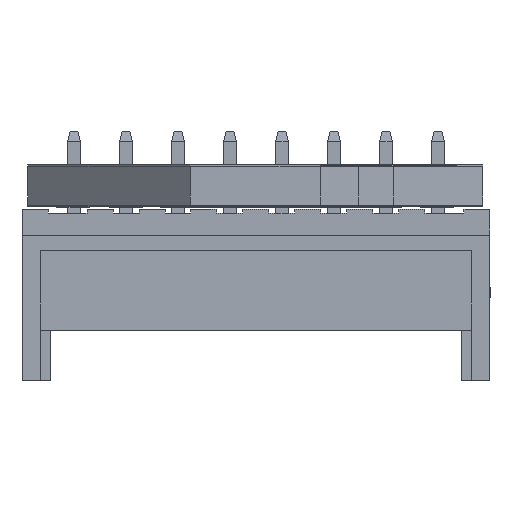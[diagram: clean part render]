
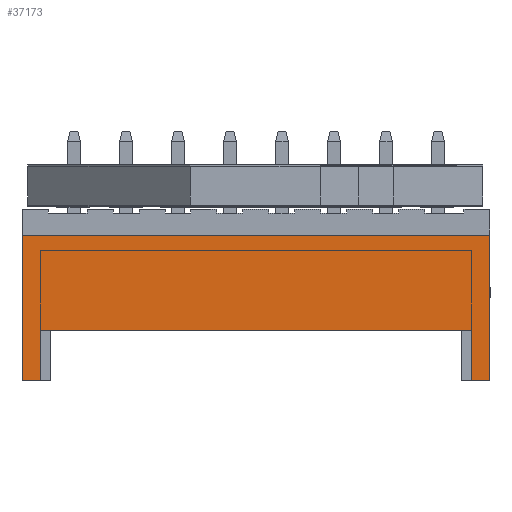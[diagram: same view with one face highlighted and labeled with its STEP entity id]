
A CAD part, front view. The second image highlights one B-rep face of the part: STEP entity #37173.
In plain terms, the highlighted face is planar.
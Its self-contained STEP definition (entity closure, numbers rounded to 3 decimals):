
#2478=PLANE('',#40468);
#4562=FACE_OUTER_BOUND('',#7118,.T.);
#7118=EDGE_LOOP('',(#34398,#34399,#34400,#34401,#34402,#34403,#34404,#34405));
#10525=LINE('',#59745,#14585);
#10793=LINE('',#60283,#14853);
#10817=LINE('',#60334,#14877);
#10821=LINE('',#60339,#14881);
#11121=LINE('',#60963,#15181);
#11161=LINE('',#61045,#15221);
#11174=LINE('',#61063,#15234);
#11179=LINE('',#61071,#15239);
#14585=VECTOR('',#49358,1.);
#14853=VECTOR('',#49826,1.);
#14877=VECTOR('',#49874,1.);
#14881=VECTOR('',#49880,1.);
#15181=VECTOR('',#50504,1.);
#15221=VECTOR('',#50588,1.);
#15234=VECTOR('',#50605,1.);
#15239=VECTOR('',#50614,1.);
#19161=VERTEX_POINT('',#59742);
#19162=VERTEX_POINT('',#59744);
#19331=VERTEX_POINT('',#60280);
#19332=VERTEX_POINT('',#60282);
#19347=VERTEX_POINT('',#60333);
#19509=VERTEX_POINT('',#60961);
#19529=VERTEX_POINT('',#61044);
#19532=VERTEX_POINT('',#61062);
#23881=EDGE_CURVE('',#19162,#19161,#10525,.T.);
#24151=EDGE_CURVE('',#19332,#19331,#10793,.T.);
#24175=EDGE_CURVE('',#19347,#19331,#10817,.T.);
#24179=EDGE_CURVE('',#19162,#19347,#10821,.T.);
#24481=EDGE_CURVE('',#19161,#19509,#11121,.T.);
#24521=EDGE_CURVE('',#19529,#19332,#11161,.T.);
#24534=EDGE_CURVE('',#19529,#19532,#11174,.T.);
#24539=EDGE_CURVE('',#19509,#19532,#11179,.T.);
#34398=ORIENTED_EDGE('',*,*,#23881,.T.);
#34399=ORIENTED_EDGE('',*,*,#24481,.T.);
#34400=ORIENTED_EDGE('',*,*,#24539,.T.);
#34401=ORIENTED_EDGE('',*,*,#24534,.F.);
#34402=ORIENTED_EDGE('',*,*,#24521,.T.);
#34403=ORIENTED_EDGE('',*,*,#24151,.T.);
#34404=ORIENTED_EDGE('',*,*,#24175,.F.);
#34405=ORIENTED_EDGE('',*,*,#24179,.F.);
#37173=ADVANCED_FACE('',(#4562),#2478,.T.);
#40468=AXIS2_PLACEMENT_3D('',#61072,#50615,#50616);
#49358=DIRECTION('',(-1.,0.,0.));
#49826=DIRECTION('',(0.,0.,-1.));
#49874=DIRECTION('',(1.,0.,0.));
#49880=DIRECTION('',(0.,0.,-1.));
#50504=DIRECTION('',(0.,0.,-1.));
#50588=DIRECTION('',(1.,0.,0.));
#50605=DIRECTION('',(0.,0.,-1.));
#50614=DIRECTION('',(-1.,0.,0.));
#50615=DIRECTION('center_axis',(0.,1.,0.));
#50616=DIRECTION('ref_axis',(-1.,0.,0.));
#59742=CARTESIAN_POINT('',(8.478,2.655,1.95));
#59744=CARTESIAN_POINT('',(25.078,2.655,1.95));
#59745=CARTESIAN_POINT('',(32.778,2.655,1.95));
#60280=CARTESIAN_POINT('',(25.778,2.655,0.));
#60282=CARTESIAN_POINT('',(25.778,2.655,5.6));
#60283=CARTESIAN_POINT('',(25.778,2.655,0.));
#60333=CARTESIAN_POINT('',(25.078,2.655,0.));
#60334=CARTESIAN_POINT('',(22.,2.655,0.));
#60339=CARTESIAN_POINT('',(25.078,2.655,0.));
#60961=CARTESIAN_POINT('',(8.478,2.655,0.));
#60963=CARTESIAN_POINT('',(8.478,2.655,0.));
#61044=CARTESIAN_POINT('',(7.778,2.655,5.6));
#61045=CARTESIAN_POINT('',(-6.444,2.655,5.6));
#61062=CARTESIAN_POINT('',(7.778,2.655,0.));
#61063=CARTESIAN_POINT('',(7.778,2.655,0.));
#61071=CARTESIAN_POINT('',(11.556,2.655,0.));
#61072=CARTESIAN_POINT('Origin',(42.335,2.655,2.529));
